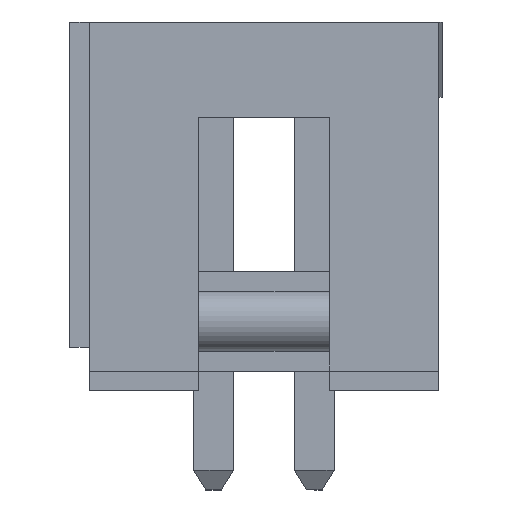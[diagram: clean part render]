
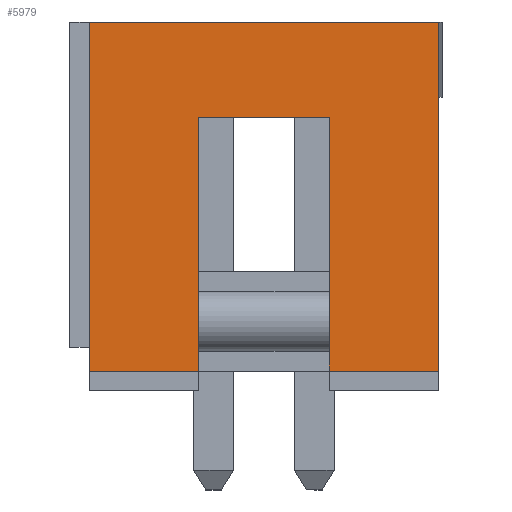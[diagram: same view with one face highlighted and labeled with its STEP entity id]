
A CAD part, left-side view. The second image highlights one B-rep face of the part: STEP entity #5979.
In plain terms, the highlighted planar face has unit normal (-1, 0, 0).
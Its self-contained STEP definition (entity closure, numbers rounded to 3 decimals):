
#5716 = VERTEX_POINT ( 'NONE', #24230 ) ;
#5753 = EDGE_CURVE ( 'NONE', #5783, #5791, #24313, .T. ) ;
#5761 = EDGE_CURVE ( 'NONE', #5762, #5783, #24296, .T. ) ;
#5762 = VERTEX_POINT ( 'NONE', #24292 ) ;
#5773 = EDGE_CURVE ( 'NONE', #5788, #5716, #24349, .T. ) ;
#5783 = VERTEX_POINT ( 'NONE', #24334 ) ;
#5788 = VERTEX_POINT ( 'NONE', #24329 ) ;
#5790 = EDGE_CURVE ( 'NONE', #5791, #5788, #24328, .T. ) ;
#5791 = VERTEX_POINT ( 'NONE', #24324 ) ;
#5843 = VERTEX_POINT ( 'NONE', #24421 ) ;
#5845 = EDGE_CURVE ( 'NONE', #5716, #5843, #24420, .T. ) ;
#5958 = ORIENTED_EDGE ( 'NONE', *, *, #5753, .T. ) ;
#5959 = ORIENTED_EDGE ( 'NONE', *, *, #5790, .T. ) ;
#5960 = ORIENTED_EDGE ( 'NONE', *, *, #5773, .T. ) ;
#5961 = ORIENTED_EDGE ( 'NONE', *, *, #5845, .T. ) ;
#5962 = ORIENTED_EDGE ( 'NONE', *, *, #5963, .F. ) ;
#5963 = EDGE_CURVE ( 'NONE', #5964, #5843, #24577, .T. ) ;
#5964 = VERTEX_POINT ( 'NONE', #24573 ) ;
#5965 = ORIENTED_EDGE ( 'NONE', *, *, #5966, .F. ) ;
#5966 = EDGE_CURVE ( 'NONE', #5975, #5964, #24572, .T. ) ;
#5967 = ORIENTED_EDGE ( 'NONE', *, *, #5974, .T. ) ;
#5974 = EDGE_CURVE ( 'NONE', #5975, #5762, #24619, .T. ) ;
#5975 = VERTEX_POINT ( 'NONE', #24610 ) ;
#5979 = ADVANCED_FACE ( 'NONE', ( #24605 ), #24604, .T. ) ;
#5980 = EDGE_LOOP ( 'NONE', ( #5981, #5958, #5959, #5960, #5961, #5962, #5965, #5967 ) ) ;
#5981 = ORIENTED_EDGE ( 'NONE', *, *, #5761, .T. ) ;
#24230 = CARTESIAN_POINT ( 'NONE',  ( -25.34, 0., 0. ) ) ;
#24292 = CARTESIAN_POINT ( 'NONE',  ( -25.34, 6.05, 0. ) ) ;
#24293 = DIRECTION ( 'NONE',  ( 0., 0., 1. ) ) ;
#24294 = VECTOR ( 'NONE', #24293, 1000. ) ;
#24295 = CARTESIAN_POINT ( 'NONE',  ( -25.34, 6.05, 0. ) ) ;
#24296 = LINE ( 'NONE', #24295, #24294 ) ;
#24308 = DIRECTION ( 'NONE',  ( 0., -1., 0. ) ) ;
#24309 = VECTOR ( 'NONE', #24308, 1000. ) ;
#24310 = CARTESIAN_POINT ( 'NONE',  ( -25.34, 0., 6.4 ) ) ;
#24313 = LINE ( 'NONE', #24310, #24309 ) ;
#24324 = CARTESIAN_POINT ( 'NONE',  ( -25.34, 2.75, 6.4 ) ) ;
#24325 = DIRECTION ( 'NONE',  ( 0., 0., -1. ) ) ;
#24326 = VECTOR ( 'NONE', #24325, 1000. ) ;
#24327 = CARTESIAN_POINT ( 'NONE',  ( -25.34, 2.75, 0. ) ) ;
#24328 = LINE ( 'NONE', #24327, #24326 ) ;
#24329 = CARTESIAN_POINT ( 'NONE',  ( -25.34, 2.75, 0. ) ) ;
#24334 = CARTESIAN_POINT ( 'NONE',  ( -25.34, 6.05, 6.4 ) ) ;
#24346 = DIRECTION ( 'NONE',  ( 0., -1., 0. ) ) ;
#24347 = VECTOR ( 'NONE', #24346, 1000. ) ;
#24348 = CARTESIAN_POINT ( 'NONE',  ( -25.34, 0., 0. ) ) ;
#24349 = LINE ( 'NONE', #24348, #24347 ) ;
#24417 = DIRECTION ( 'NONE',  ( 0., 0., 1. ) ) ;
#24418 = VECTOR ( 'NONE', #24417, 1000. ) ;
#24419 = CARTESIAN_POINT ( 'NONE',  ( -25.34, 0., 0. ) ) ;
#24420 = LINE ( 'NONE', #24419, #24418 ) ;
#24421 = CARTESIAN_POINT ( 'NONE',  ( -25.34, 0., 8.8 ) ) ;
#24569 = DIRECTION ( 'NONE',  ( 0., 0., 1. ) ) ;
#24570 = VECTOR ( 'NONE', #24569, 1000. ) ;
#24571 = CARTESIAN_POINT ( 'NONE',  ( -25.34, 8.8, 0. ) ) ;
#24572 = LINE ( 'NONE', #24571, #24570 ) ;
#24573 = CARTESIAN_POINT ( 'NONE',  ( -25.34, 8.8, 8.8 ) ) ;
#24574 = DIRECTION ( 'NONE',  ( 0., -1., 0. ) ) ;
#24575 = VECTOR ( 'NONE', #24574, 1000. ) ;
#24576 = CARTESIAN_POINT ( 'NONE',  ( -25.34, 4.4, 8.8 ) ) ;
#24577 = LINE ( 'NONE', #24576, #24575 ) ;
#24600 = DIRECTION ( 'NONE',  ( 0., 0., 1. ) ) ;
#24601 = DIRECTION ( 'NONE',  ( -1., 0., 0. ) ) ;
#24602 = CARTESIAN_POINT ( 'NONE',  ( -25.34, 0., 0. ) ) ;
#24603 = AXIS2_PLACEMENT_3D ( 'NONE', #24602, #24601, #24600 ) ;
#24604 = PLANE ( 'NONE',  #24603 ) ;
#24605 = FACE_OUTER_BOUND ( 'NONE', #5980, .T. ) ;
#24610 = CARTESIAN_POINT ( 'NONE',  ( -25.34, 8.8, 0. ) ) ;
#24611 = DIRECTION ( 'NONE',  ( 0., -1., 0. ) ) ;
#24612 = VECTOR ( 'NONE', #24611, 1000. ) ;
#24613 = CARTESIAN_POINT ( 'NONE',  ( -25.34, 0., 0. ) ) ;
#24619 = LINE ( 'NONE', #24613, #24612 ) ;
